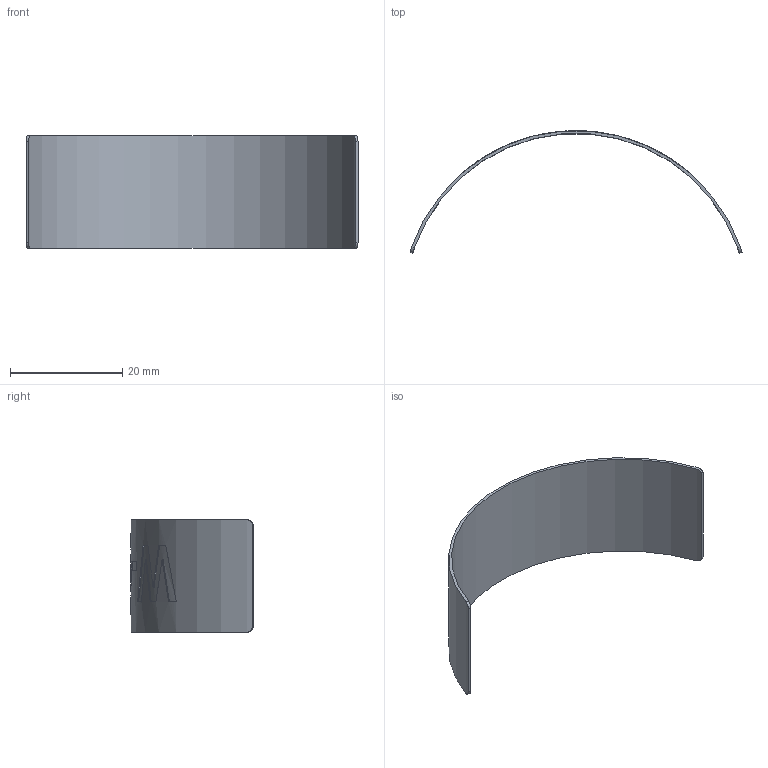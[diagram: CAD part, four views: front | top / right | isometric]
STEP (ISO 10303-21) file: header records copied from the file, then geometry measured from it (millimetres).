
FILE_DESCRIPTION (( 'STEP AP203' ), '1' );
FILE_NAME ('3435-50-016-04_REV_.step', '2025-11-20T01:10:09', ( '' ), ( '' ), 'SwSTEP 2.0', 'SolidWorks 2025', '' );
FILE_SCHEMA (( 'CONFIG_CONTROL_DESIGN' ));
Length unit declared in the file: millimetre
Products named in the file (1): 3435-50-016-04_REV_
Bounding box: 59.13 x 21.83 x 20 mm (x, y, z)
Volume: 732.8 mm3; surface area: 3245 mm2
Topology: 1 solids, 1 shells, 57 faces, 147 edges, 98 vertices
Faces by surface type: bspline 26, plane 19, cylinder 12
Entity records: 7689 total; most frequent: CARTESIAN_POINT 6456, ORIENTED_EDGE 294, EDGE_CURVE 147, DIRECTION 141, VERTEX_POINT 98, B_SPLINE_CURVE_WITH_KNOTS 94, EDGE_LOOP 63, FACE_OUTER_BOUND 57
